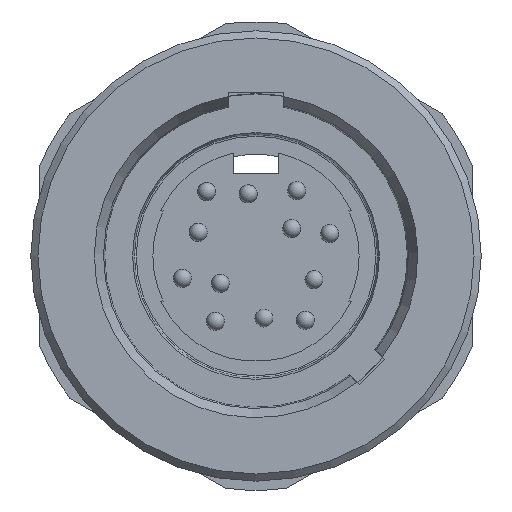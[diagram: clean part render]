
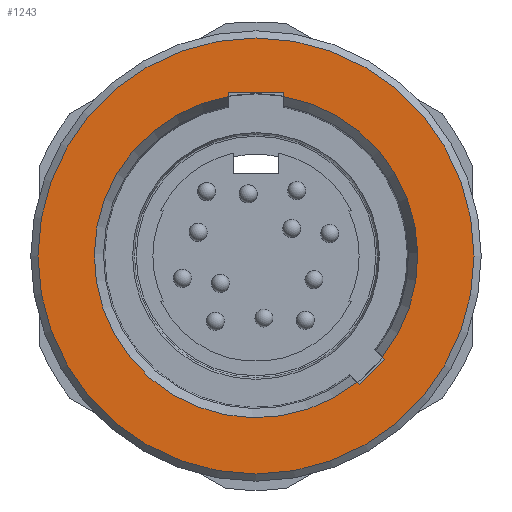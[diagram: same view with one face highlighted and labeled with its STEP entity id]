
A CAD part, left-side view. The second image highlights one B-rep face of the part: STEP entity #1243.
In plain terms, the highlighted planar face has unit normal (-1, 0, 0).
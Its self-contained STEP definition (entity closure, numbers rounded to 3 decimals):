
#433=PLANE('',#4770);
#771=LINE('',#6524,#991);
#772=LINE('',#6526,#992);
#773=LINE('',#6528,#993);
#774=LINE('',#6532,#994);
#775=LINE('',#6534,#995);
#776=LINE('',#6536,#996);
#991=VECTOR('',#5277,1.);
#992=VECTOR('',#5278,1.);
#993=VECTOR('',#5279,1.);
#994=VECTOR('',#5282,1.);
#995=VECTOR('',#5283,1.);
#996=VECTOR('',#5284,1.);
#1243=ADVANCED_FACE('',(#1612,#1613),#433,.T.);
#1612=FACE_BOUND('',#1836,.T.);
#1613=FACE_BOUND('',#1837,.T.);
#1836=EDGE_LOOP('',(#2307,#2308,#2309,#2310,#2311,#2312,#2313,#2314));
#1837=EDGE_LOOP('',(#2315));
#2307=ORIENTED_EDGE('',*,*,#3993,.F.);
#2308=ORIENTED_EDGE('',*,*,#3994,.F.);
#2309=ORIENTED_EDGE('',*,*,#3995,.F.);
#2310=ORIENTED_EDGE('',*,*,#3996,.T.);
#2311=ORIENTED_EDGE('',*,*,#3997,.T.);
#2312=ORIENTED_EDGE('',*,*,#3998,.T.);
#2313=ORIENTED_EDGE('',*,*,#3999,.T.);
#2314=ORIENTED_EDGE('',*,*,#3970,.T.);
#2315=ORIENTED_EDGE('',*,*,#4000,.T.);
#3519=VERTEX_POINT('',#6382);
#3521=VERTEX_POINT('',#6385);
#3535=VERTEX_POINT('',#6525);
#3536=VERTEX_POINT('',#6527);
#3537=VERTEX_POINT('',#6529);
#3538=VERTEX_POINT('',#6531);
#3539=VERTEX_POINT('',#6533);
#3540=VERTEX_POINT('',#6535);
#3541=VERTEX_POINT('',#6538);
#3970=EDGE_CURVE('',#3521,#3519,#4566,.T.);
#3993=EDGE_CURVE('',#3535,#3519,#771,.T.);
#3994=EDGE_CURVE('',#3536,#3535,#772,.T.);
#3995=EDGE_CURVE('',#3537,#3536,#773,.T.);
#3996=EDGE_CURVE('',#3537,#3538,#4573,.T.);
#3997=EDGE_CURVE('',#3538,#3539,#774,.T.);
#3998=EDGE_CURVE('',#3539,#3540,#775,.T.);
#3999=EDGE_CURVE('',#3540,#3521,#776,.T.);
#4000=EDGE_CURVE('',#3541,#3541,#4574,.T.);
#4566=CIRCLE('',#4754,8.977);
#4573=CIRCLE('',#4768,8.977);
#4574=CIRCLE('',#4769,12.1);
#4754=AXIS2_PLACEMENT_3D('',#6384,#5245,#5246);
#4768=AXIS2_PLACEMENT_3D('',#6530,#5280,#5281);
#4769=AXIS2_PLACEMENT_3D('',#6537,#5285,#5286);
#4770=AXIS2_PLACEMENT_3D('',#6539,#5287,#5288);
#5245=DIRECTION('',(1.,0.,0.));
#5246=DIRECTION('',(0.,0.,1.));
#5277=DIRECTION('',(0.,0.,-1.));
#5278=DIRECTION('',(0.,1.,0.));
#5279=DIRECTION('',(0.,0.,1.));
#5280=DIRECTION('',(1.,0.,0.));
#5281=DIRECTION('',(0.,0.,1.));
#5282=DIRECTION('',(0.,-0.707,-0.707));
#5283=DIRECTION('',(0.,0.707,-0.707));
#5284=DIRECTION('',(0.,0.707,0.707));
#5285=DIRECTION('',(-1.,0.,0.));
#5286=DIRECTION('',(0.,0.,1.));
#5287=DIRECTION('',(-1.,0.,0.));
#5288=DIRECTION('',(0.,0.,1.));
#6382=CARTESIAN_POINT('',(0.,1.5,8.851));
#6384=CARTESIAN_POINT('',(0.,0.,0.));
#6385=CARTESIAN_POINT('',(0.,-5.601,-7.016));
#6524=CARTESIAN_POINT('',(0.,1.5,9.1));
#6525=CARTESIAN_POINT('',(0.,1.5,9.1));
#6526=CARTESIAN_POINT('',(0.,-1.5,9.1));
#6527=CARTESIAN_POINT('',(0.,-1.5,9.1));
#6528=CARTESIAN_POINT('',(0.,-1.5,8.265));
#6529=CARTESIAN_POINT('',(0.,-1.5,8.851));
#6530=CARTESIAN_POINT('',(0.,0.,0.));
#6531=CARTESIAN_POINT('',(0.,-7.016,-5.601));
#6532=CARTESIAN_POINT('',(0.,-6.605,-5.19));
#6533=CARTESIAN_POINT('',(0.,-7.142,-5.728));
#6534=CARTESIAN_POINT('',(0.,-7.142,-5.728));
#6535=CARTESIAN_POINT('',(0.,-5.728,-7.142));
#6536=CARTESIAN_POINT('',(0.,-5.728,-7.142));
#6537=CARTESIAN_POINT('',(0.,0.,0.));
#6538=CARTESIAN_POINT('',(0.,0.,12.1));
#6539=CARTESIAN_POINT('',(0.,0.,0.));
